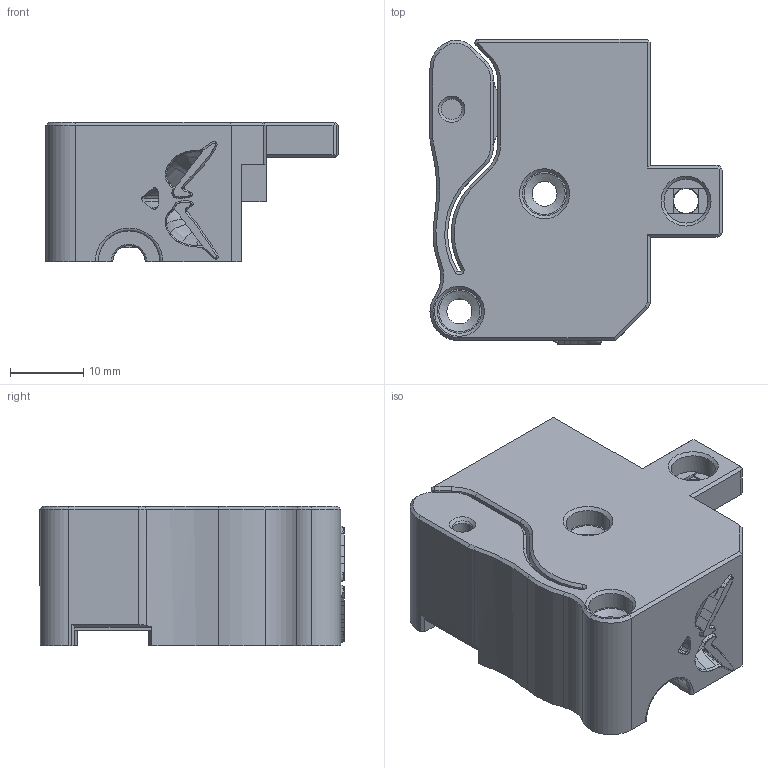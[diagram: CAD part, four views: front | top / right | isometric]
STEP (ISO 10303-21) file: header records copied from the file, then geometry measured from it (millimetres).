
FILE_DESCRIPTION(/* description */ (''),/* implementation_level */ '2;1');
FILE_NAME(/* name */ 'Encoder_Left.step',/* time_stamp */ '2023-10-30T22:03:52-04:00',/* author */ (''),/* organization */ (''),/* preprocessor_version */ 'ST-DEVELOPER v20',/* originating_system */ 'Autodesk Translation Framework v12.14.0.127',/* authorisation */ '');
FILE_SCHEMA (('AUTOMOTIVE_DESIGN { 1 0 10303 214 3 1 1 }'));
Length unit declared in the file: millimetre
Products named in the file (1): Encoder_Left
Bounding box: 39.75 x 41.5 x 19 mm (x, y, z)
Volume: 15622 mm3; surface area: 7338.9 mm2
Topology: 1 solids, 1 shells, 511 faces, 1328 edges, 828 vertices
Faces by surface type: bspline 211, plane 203, cylinder 62, cone 34, torus 1
Full cylindrical faces by diameter (mm): 1.75 x1, 2 x3, 2.8 x2, 3.1 x1, 3.2 x2, 3.4 x4, 6 x3, 7.25 x1
Entity records: 18971 total; most frequent: CARTESIAN_POINT 7655, ORIENTED_EDGE 2630, DIRECTION 1811, EDGE_CURVE 1315, VERTEX_POINT 822, LINE 739, VECTOR 739, EDGE_LOOP 543
